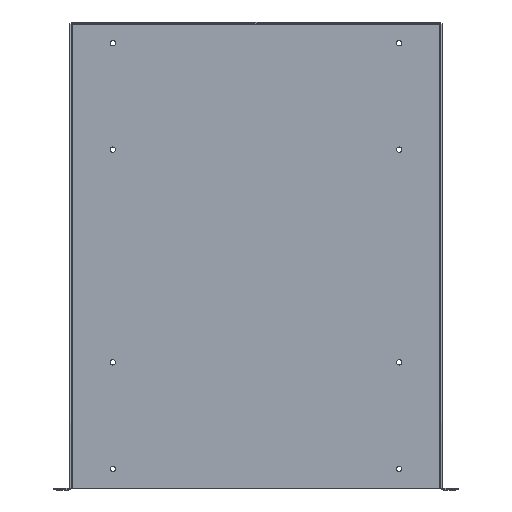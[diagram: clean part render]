
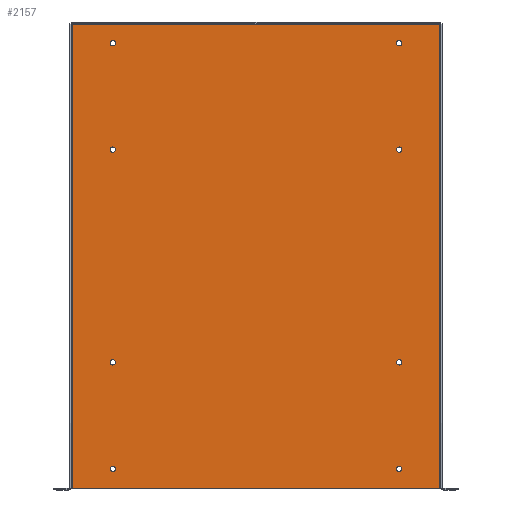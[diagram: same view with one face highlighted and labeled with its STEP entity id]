
A CAD part, top view. The second image highlights one B-rep face of the part: STEP entity #2157.
In plain terms, the highlighted planar face has unit normal (0, 0, 1).
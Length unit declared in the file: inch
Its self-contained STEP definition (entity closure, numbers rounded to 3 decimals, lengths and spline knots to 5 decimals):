
#137 = ORIENTED_EDGE ( 'NONE', *, *, #345, .T. ) ;
#219 = FACE_BOUND ( 'NONE', #667, .T. ) ;
#280 = DIRECTION ( 'NONE',  ( 0., 0., -1. ) ) ;
#345 = EDGE_CURVE ( 'NONE', #2296, #2296, #1937, .T. ) ;
#351 = EDGE_LOOP ( 'NONE', ( #883 ) ) ;
#357 = CARTESIAN_POINT ( 'NONE',  ( -6.734, -5.036, 0.072 ) ) ;
#401 = CIRCLE ( 'NONE', #2527, 0.125 ) ;
#420 = CARTESIAN_POINT ( 'NONE',  ( -8.75, 10.856, 0.072 ) ) ;
#437 = VERTEX_POINT ( 'NONE', #3413 ) ;
#472 = CIRCLE ( 'NONE', #3027, 0.125 ) ;
#494 = EDGE_CURVE ( 'NONE', #3327, #3327, #1210, .T. ) ;
#537 = CARTESIAN_POINT ( 'NONE',  ( 6.734, 9.964, 0.072 ) ) ;
#539 = AXIS2_PLACEMENT_3D ( 'NONE', #2630, #1601, #1555 ) ;
#558 = EDGE_CURVE ( 'NONE', #4501, #3682, #1095, .T. ) ;
#566 = CARTESIAN_POINT ( 'NONE',  ( -6.609, 4.964, 0.072 ) ) ;
#574 = FACE_OUTER_BOUND ( 'NONE', #3228, .T. ) ;
#584 = CARTESIAN_POINT ( 'NONE',  ( -6.609, -10.036, 0.072 ) ) ;
#617 = CIRCLE ( 'NONE', #3749, 0.125 ) ;
#625 = VERTEX_POINT ( 'NONE', #951 ) ;
#667 = EDGE_LOOP ( 'NONE', ( #4513 ) ) ;
#684 = LINE ( 'NONE', #2765, #3829 ) ;
#730 = ORIENTED_EDGE ( 'NONE', *, *, #2083, .T. ) ;
#834 = ORIENTED_EDGE ( 'NONE', *, *, #895, .T. ) ;
#871 = DIRECTION ( 'NONE',  ( 1., 0., 0. ) ) ;
#881 = EDGE_CURVE ( 'NONE', #3689, #3689, #2601, .T. ) ;
#883 = ORIENTED_EDGE ( 'NONE', *, *, #881, .T. ) ;
#895 = EDGE_CURVE ( 'NONE', #3278, #4501, #684, .T. ) ;
#940 = FACE_BOUND ( 'NONE', #2999, .T. ) ;
#951 = CARTESIAN_POINT ( 'NONE',  ( -6.609, -5.036, 0.072 ) ) ;
#972 = DIRECTION ( 'NONE',  ( 0., 0., -1. ) ) ;
#1065 = ORIENTED_EDGE ( 'NONE', *, *, #558, .T. ) ;
#1076 = EDGE_LOOP ( 'NONE', ( #4333 ) ) ;
#1095 = LINE ( 'NONE', #420, #2734 ) ;
#1113 = ORIENTED_EDGE ( 'NONE', *, *, #3752, .T. ) ;
#1210 = CIRCLE ( 'NONE', #4349, 0.125 ) ;
#1249 = CARTESIAN_POINT ( 'NONE',  ( 6.859, 4.964, 0.072 ) ) ;
#1326 = EDGE_CURVE ( 'NONE', #4037, #4037, #401, .T. ) ;
#1388 = EDGE_LOOP ( 'NONE', ( #2134 ) ) ;
#1482 = EDGE_CURVE ( 'NONE', #437, #3278, #3649, .T. ) ;
#1555 = DIRECTION ( 'NONE',  ( 1., 0., 0. ) ) ;
#1590 = CARTESIAN_POINT ( 'NONE',  ( 6.859, -10.036, 0.072 ) ) ;
#1601 = DIRECTION ( 'NONE',  ( 0., 0., -1. ) ) ;
#1678 = CARTESIAN_POINT ( 'NONE',  ( 6.734, -5.036, 0.072 ) ) ;
#1846 = CARTESIAN_POINT ( 'NONE',  ( -6.734, -10.036, 0.072 ) ) ;
#1915 = DIRECTION ( 'NONE',  ( 1., 0., 0. ) ) ;
#1929 = DIRECTION ( 'NONE',  ( 0., 0., -1. ) ) ;
#1937 = CIRCLE ( 'NONE', #2599, 0.125 ) ;
#1965 = FACE_BOUND ( 'NONE', #2225, .T. ) ;
#2030 = DIRECTION ( 'NONE',  ( 1., 0., 0. ) ) ;
#2083 = EDGE_CURVE ( 'NONE', #2639, #2639, #4196, .T. ) ;
#2096 = FACE_BOUND ( 'NONE', #3847, .T. ) ;
#2104 = DIRECTION ( 'NONE',  ( 0., 0., -1. ) ) ;
#2120 = FACE_BOUND ( 'NONE', #4134, .T. ) ;
#2134 = ORIENTED_EDGE ( 'NONE', *, *, #1326, .T. ) ;
#2157 = ADVANCED_FACE ( 'NONE', ( #574, #1965, #3355, #219, #940, #2328, #2096, #4456, #2120 ), #4158, .T. ) ;
#2225 = EDGE_LOOP ( 'NONE', ( #3003 ) ) ;
#2238 = CARTESIAN_POINT ( 'NONE',  ( -8.75, -10.964, 0.072 ) ) ;
#2279 = CARTESIAN_POINT ( 'NONE',  ( -8.642, -10.964, 0.072 ) ) ;
#2296 = VERTEX_POINT ( 'NONE', #566 ) ;
#2316 = VERTEX_POINT ( 'NONE', #584 ) ;
#2328 = FACE_BOUND ( 'NONE', #1076, .T. ) ;
#2337 = VERTEX_POINT ( 'NONE', #2685 ) ;
#2360 = DIRECTION ( 'NONE',  ( 1., 0., 0. ) ) ;
#2421 = CARTESIAN_POINT ( 'NONE',  ( 6.734, 4.964, 0.072 ) ) ;
#2527 = AXIS2_PLACEMENT_3D ( 'NONE', #3058, #280, #2736 ) ;
#2538 = CARTESIAN_POINT ( 'NONE',  ( -6.734, 4.964, 0.072 ) ) ;
#2599 = AXIS2_PLACEMENT_3D ( 'NONE', #2538, #4038, #3564 ) ;
#2601 = CIRCLE ( 'NONE', #3034, 0.125 ) ;
#2630 = CARTESIAN_POINT ( 'NONE',  ( -6.734, 9.964, 0.072 ) ) ;
#2639 = VERTEX_POINT ( 'NONE', #4058 ) ;
#2643 = CARTESIAN_POINT ( 'NONE',  ( 6.859, -5.036, 0.072 ) ) ;
#2685 = CARTESIAN_POINT ( 'NONE',  ( 6.859, 9.964, 0.072 ) ) ;
#2687 = DIRECTION ( 'NONE',  ( 1., 0., 0. ) ) ;
#2693 = LINE ( 'NONE', #2279, #3607 ) ;
#2734 = VECTOR ( 'NONE', #3896, 39.37008 ) ;
#2735 = CARTESIAN_POINT ( 'NONE',  ( -8.75, -10.964, 0.072 ) ) ;
#2736 = DIRECTION ( 'NONE',  ( 1., 0., 0. ) ) ;
#2765 = CARTESIAN_POINT ( 'NONE',  ( 8.642, -10.964, 0.072 ) ) ;
#2805 = AXIS2_PLACEMENT_3D ( 'NONE', #2735, #3148, #3488 ) ;
#2813 = DIRECTION ( 'NONE',  ( 0., 1., 0. ) ) ;
#2872 = EDGE_CURVE ( 'NONE', #3682, #437, #2693, .T. ) ;
#2993 = DIRECTION ( 'NONE',  ( 0., -1., 0. ) ) ;
#2999 = EDGE_LOOP ( 'NONE', ( #137 ) ) ;
#3003 = ORIENTED_EDGE ( 'NONE', *, *, #3006, .T. ) ;
#3006 = EDGE_CURVE ( 'NONE', #625, #625, #472, .T. ) ;
#3027 = AXIS2_PLACEMENT_3D ( 'NONE', #357, #3561, #3832 ) ;
#3034 = AXIS2_PLACEMENT_3D ( 'NONE', #2421, #2104, #2030 ) ;
#3058 = CARTESIAN_POINT ( 'NONE',  ( 6.734, -10.036, 0.072 ) ) ;
#3148 = DIRECTION ( 'NONE',  ( 0., 0., 1. ) ) ;
#3228 = EDGE_LOOP ( 'NONE', ( #4245, #4057, #834, #1065 ) ) ;
#3237 = CARTESIAN_POINT ( 'NONE',  ( 8.642, 10.856, 0.072 ) ) ;
#3278 = VERTEX_POINT ( 'NONE', #4106 ) ;
#3327 = VERTEX_POINT ( 'NONE', #2643 ) ;
#3347 = CARTESIAN_POINT ( 'NONE',  ( -8.642, 10.856, 0.072 ) ) ;
#3355 = FACE_BOUND ( 'NONE', #351, .T. ) ;
#3390 = AXIS2_PLACEMENT_3D ( 'NONE', #537, #1929, #2687 ) ;
#3400 = VECTOR ( 'NONE', #871, 39.37008 ) ;
#3413 = CARTESIAN_POINT ( 'NONE',  ( -8.642, -10.964, 0.072 ) ) ;
#3488 = DIRECTION ( 'NONE',  ( 1., 0., 0. ) ) ;
#3536 = CIRCLE ( 'NONE', #3390, 0.125 ) ;
#3561 = DIRECTION ( 'NONE',  ( 0., 0., -1. ) ) ;
#3564 = DIRECTION ( 'NONE',  ( 1., 0., 0. ) ) ;
#3607 = VECTOR ( 'NONE', #2993, 39.37008 ) ;
#3649 = LINE ( 'NONE', #2238, #3400 ) ;
#3672 = DIRECTION ( 'NONE',  ( 0., 0., -1. ) ) ;
#3682 = VERTEX_POINT ( 'NONE', #3347 ) ;
#3689 = VERTEX_POINT ( 'NONE', #1249 ) ;
#3749 = AXIS2_PLACEMENT_3D ( 'NONE', #1846, #3672, #1915 ) ;
#3752 = EDGE_CURVE ( 'NONE', #2337, #2337, #3536, .T. ) ;
#3829 = VECTOR ( 'NONE', #2813, 39.37008 ) ;
#3832 = DIRECTION ( 'NONE',  ( 1., 0., 0. ) ) ;
#3847 = EDGE_LOOP ( 'NONE', ( #730 ) ) ;
#3896 = DIRECTION ( 'NONE',  ( -1., 0., 0. ) ) ;
#4037 = VERTEX_POINT ( 'NONE', #1590 ) ;
#4038 = DIRECTION ( 'NONE',  ( 0., 0., -1. ) ) ;
#4057 = ORIENTED_EDGE ( 'NONE', *, *, #1482, .T. ) ;
#4058 = CARTESIAN_POINT ( 'NONE',  ( -6.609, 9.964, 0.072 ) ) ;
#4098 = EDGE_CURVE ( 'NONE', #2316, #2316, #617, .T. ) ;
#4106 = CARTESIAN_POINT ( 'NONE',  ( 8.642, -10.964, 0.072 ) ) ;
#4134 = EDGE_LOOP ( 'NONE', ( #1113 ) ) ;
#4158 = PLANE ( 'NONE',  #2805 ) ;
#4196 = CIRCLE ( 'NONE', #539, 0.125 ) ;
#4245 = ORIENTED_EDGE ( 'NONE', *, *, #2872, .T. ) ;
#4333 = ORIENTED_EDGE ( 'NONE', *, *, #4098, .T. ) ;
#4349 = AXIS2_PLACEMENT_3D ( 'NONE', #1678, #972, #2360 ) ;
#4456 = FACE_BOUND ( 'NONE', #1388, .T. ) ;
#4501 = VERTEX_POINT ( 'NONE', #3237 ) ;
#4513 = ORIENTED_EDGE ( 'NONE', *, *, #494, .T. ) ;
